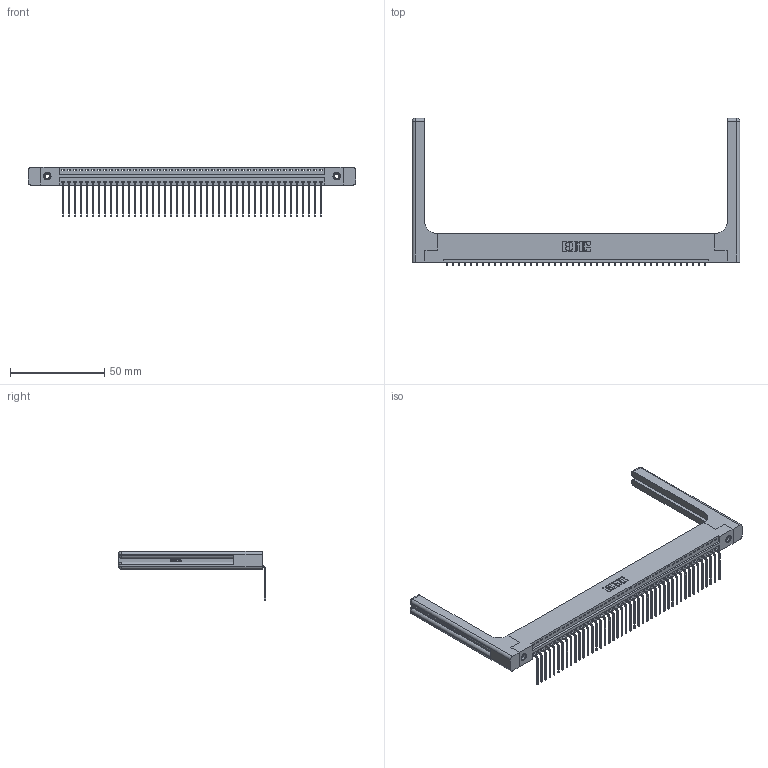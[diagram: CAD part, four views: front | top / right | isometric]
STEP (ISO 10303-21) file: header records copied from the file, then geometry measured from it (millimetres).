
FILE_DESCRIPTION (( 'STEP AP203' ), '1' );
FILE_NAME ('346-044-559-158.STEP', '2022-05-09T17:45:25', ( '' ), ( '' ), 'SwSTEP 2.0', 'SolidWorks 2020', '' );
FILE_SCHEMA (( 'CONFIG_CONTROL_DESIGN' ));
Length unit declared in the file: inch
Products named in the file (5): 345-250-001_345-250-001-102; 346 Part_Flush Mounting Lugs - 0.156 Dia-TH; 346-044-559-158; 346-220-058_345-220-058; 345-292-001_558 559 Tail - 1
Assembly tree (49 placements, depth 2):
  346-044-559-158
    346 Part_Flush Mounting Lugs - 0.156 Dia-TH
    345-292-001_558 559 Tail - 1  x44
    345-250-001_345-250-001-102  x2
    346-220-058_345-220-058  x2
Bounding box: 173.76 x 78.04 x 26.16 mm (x, y, z)
Volume: 24293.5 mm3; surface area: 27064.7 mm2
Topology: 49 solids, 49 shells, 3032 faces, 9039 edges, 5946 vertices
Faces by surface type: plane 2086, cylinder 886, bspline 36, cone 12, sphere 8, torus 4
Entity records: 32720 total; most frequent: CARTESIAN_POINT 6591, ORIENTED_EDGE 5364, DIRECTION 4742, EDGE_CURVE 2682, LINE 2282, VECTOR 2282, VERTEX_POINT 1778, AXIS2_PLACEMENT_3D 1230
